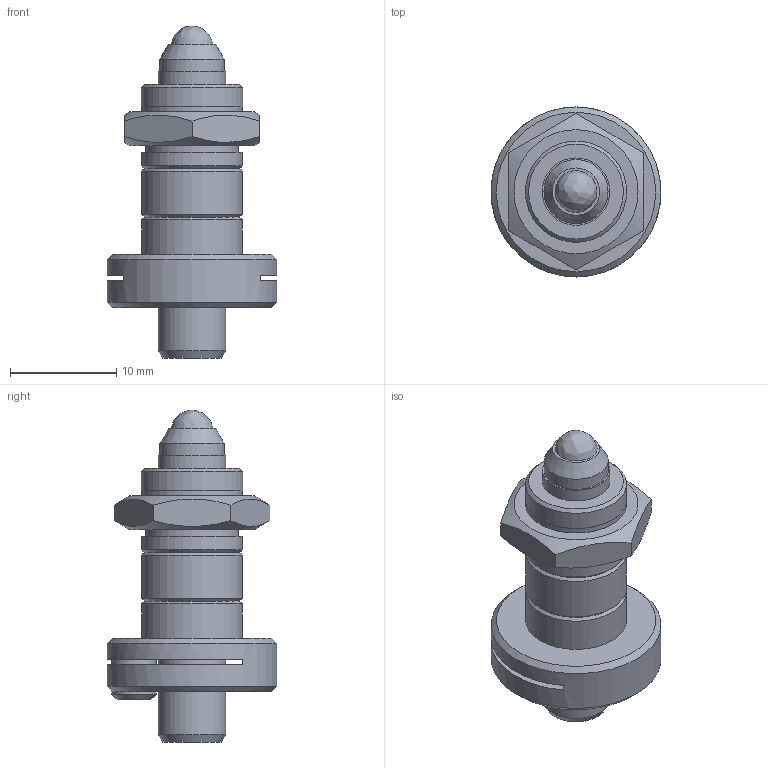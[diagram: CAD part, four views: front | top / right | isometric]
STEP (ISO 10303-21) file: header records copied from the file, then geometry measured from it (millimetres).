
FILE_DESCRIPTION (( 'STEP AP203' ), '1' );
FILE_NAME ('AJS127-02H.STEP', '2025-05-14T01:11:04', ( 'Windows User' ), ( 'P R C' ), 'SwSTEP 2.0', 'SolidWorks 2020', '' );
FILE_SCHEMA (( 'CONFIG_CONTROL_DESIGN' ));
Length unit declared in the file: millimetre
Products named in the file (1): AJS127-02H
Bounding box: 16 x 16 x 31.25 mm (x, y, z)
Volume: 2474.9 mm3; surface area: 2108 mm2
Topology: 1 solids, 4 shells, 98 faces, 235 edges, 151 vertices
Faces by surface type: plane 50, cone 26, cylinder 20, bspline 2
Full cylindrical faces by diameter (mm): 1.499 x1, 2.121 x1, 4.166 x2, 6.038 x1, 6.35 x4, 6.604 x1, 8.738 x1, 9.5 x4, 9.525 x1, 16 x1
Entity records: 2677 total; most frequent: CARTESIAN_POINT 641, DIRECTION 408, ORIENTED_EDGE 340, AXIS2_PLACEMENT_3D 173, EDGE_CURVE 170, EDGE_LOOP 152, VERTEX_POINT 128, FACE_OUTER_BOUND 115
